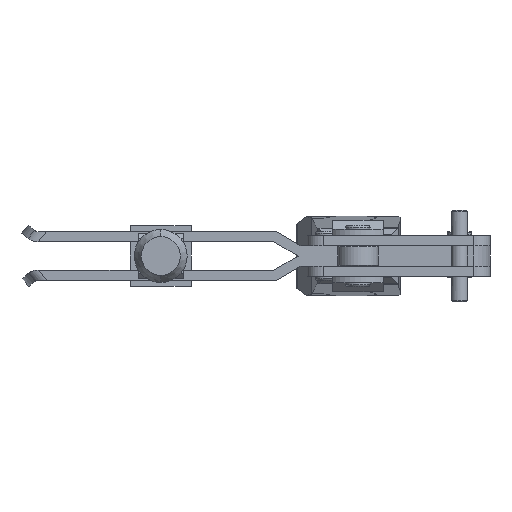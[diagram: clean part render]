
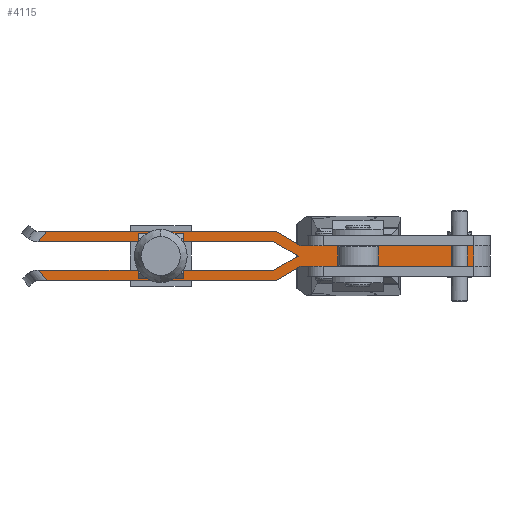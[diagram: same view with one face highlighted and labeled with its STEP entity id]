
A CAD part, front view. The second image highlights one B-rep face of the part: STEP entity #4115.
In plain terms, the highlighted planar face has unit normal (0, -1, 0).
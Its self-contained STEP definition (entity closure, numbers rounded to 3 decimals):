
#5 = EDGE_CURVE ( 'NONE', #14073, #6597, #4568, .T. ) ;
#290 = LINE ( 'NONE', #1623, #11162 ) ;
#477 = VERTEX_POINT ( 'NONE', #10596 ) ;
#604 = ORIENTED_EDGE ( 'NONE', *, *, #3720, .F. ) ;
#685 = LINE ( 'NONE', #9617, #11315 ) ;
#899 = CARTESIAN_POINT ( 'NONE',  ( -4.34, 85., 0. ) ) ;
#1001 = CARTESIAN_POINT ( 'NONE',  ( -4.34, 85., 0. ) ) ;
#1050 = CARTESIAN_POINT ( 'NONE',  ( -126.923, 85., -13.123 ) ) ;
#1427 = EDGE_CURVE ( 'NONE', #477, #4963, #2300, .T. ) ;
#1437 = CARTESIAN_POINT ( 'NONE',  ( -132.061, 85., -7. ) ) ;
#1623 = CARTESIAN_POINT ( 'NONE',  ( 81.95, 85., 17.1 ) ) ;
#2215 = PLANE ( 'NONE',  #12960 ) ;
#2300 = LINE ( 'NONE', #10110, #13542 ) ;
#2327 = CARTESIAN_POINT ( 'NONE',  ( -3., 85., 5. ) ) ;
#2655 = EDGE_CURVE ( 'NONE', #6597, #14090, #3577, .T. ) ;
#2706 = ORIENTED_EDGE ( 'NONE', *, *, #5736, .F. ) ;
#2996 = LINE ( 'NONE', #14085, #5117 ) ;
#3048 = CARTESIAN_POINT ( 'NONE',  ( 81.95, 85., 5. ) ) ;
#3090 = ORIENTED_EDGE ( 'NONE', *, *, #6255, .F. ) ;
#3110 = VERTEX_POINT ( 'NONE', #11272 ) ;
#3330 = DIRECTION ( 'NONE',  ( -1., 0., 0. ) ) ;
#3379 = VECTOR ( 'NONE', #8642, 1000. ) ;
#3410 = LINE ( 'NONE', #4649, #14331 ) ;
#3514 = VERTEX_POINT ( 'NONE', #1437 ) ;
#3577 = LINE ( 'NONE', #8010, #4482 ) ;
#3720 = EDGE_CURVE ( 'NONE', #9600, #7548, #4057, .T. ) ;
#3807 = EDGE_CURVE ( 'NONE', #11761, #3514, #12076, .T. ) ;
#3851 = VECTOR ( 'NONE', #8298, 1000. ) ;
#3864 = LINE ( 'NONE', #8442, #3851 ) ;
#4057 = LINE ( 'NONE', #899, #13169 ) ;
#4115 = ADVANCED_FACE ( 'NONE', ( #9870 ), #2215, .F. ) ;
#4154 = CARTESIAN_POINT ( 'NONE',  ( -133., 85., 12. ) ) ;
#4282 = CARTESIAN_POINT ( 'NONE',  ( -3., 85., 5. ) ) ;
#4482 = VECTOR ( 'NONE', #12479, 1000. ) ;
#4503 = CARTESIAN_POINT ( 'NONE',  ( 90., 85., -5. ) ) ;
#4568 = LINE ( 'NONE', #4503, #10414 ) ;
#4649 = CARTESIAN_POINT ( 'NONE',  ( -15.124, 85., -12. ) ) ;
#4813 = CARTESIAN_POINT ( 'NONE',  ( -127.866, 85., -12. ) ) ;
#4936 = DIRECTION ( 'NONE',  ( 0., 0., 1. ) ) ;
#4963 = VERTEX_POINT ( 'NONE', #2327 ) ;
#5089 = DIRECTION ( 'NONE',  ( -1., 0., 0. ) ) ;
#5117 = VECTOR ( 'NONE', #14233, 1000. ) ;
#5176 = LINE ( 'NONE', #4154, #5487 ) ;
#5370 = DIRECTION ( 'NONE',  ( -0.866, 0., 0.5 ) ) ;
#5487 = VECTOR ( 'NONE', #6127, 1000. ) ;
#5672 = EDGE_CURVE ( 'NONE', #3110, #477, #5176, .T. ) ;
#5736 = EDGE_CURVE ( 'NONE', #6140, #9600, #3864, .T. ) ;
#5894 = ORIENTED_EDGE ( 'NONE', *, *, #5672, .F. ) ;
#6029 = CARTESIAN_POINT ( 'NONE',  ( -16.464, 85., -7. ) ) ;
#6115 = EDGE_CURVE ( 'NONE', #7548, #11144, #685, .T. ) ;
#6127 = DIRECTION ( 'NONE',  ( 1., 0., 0. ) ) ;
#6140 = VERTEX_POINT ( 'NONE', #6029 ) ;
#6221 = ORIENTED_EDGE ( 'NONE', *, *, #11036, .T. ) ;
#6255 = EDGE_CURVE ( 'NONE', #4963, #11975, #9681, .T. ) ;
#6324 = EDGE_CURVE ( 'NONE', #14090, #11761, #3410, .T. ) ;
#6379 = EDGE_LOOP ( 'NONE', ( #5894, #12754, #13879, #604, #2706, #6968, #10770, #13930, #9518, #13709, #6221, #3090, #13688 ) ) ;
#6597 = VERTEX_POINT ( 'NONE', #13311 ) ;
#6945 = VECTOR ( 'NONE', #12655, 1000. ) ;
#6968 = ORIENTED_EDGE ( 'NONE', *, *, #9555, .F. ) ;
#7548 = VERTEX_POINT ( 'NONE', #14116 ) ;
#8010 = CARTESIAN_POINT ( 'NONE',  ( -3., 85., -5. ) ) ;
#8052 = LINE ( 'NONE', #13677, #6945 ) ;
#8054 = DIRECTION ( 'NONE',  ( -1., 0., 0. ) ) ;
#8298 = DIRECTION ( 'NONE',  ( 0.866, 0., 0.5 ) ) ;
#8442 = CARTESIAN_POINT ( 'NONE',  ( -16.464, 85., -7. ) ) ;
#8642 = DIRECTION ( 'NONE',  ( 1., 0., 0. ) ) ;
#8785 = DIRECTION ( 'NONE',  ( -0.643, 0., 0.766 ) ) ;
#9518 = ORIENTED_EDGE ( 'NONE', *, *, #2655, .F. ) ;
#9555 = EDGE_CURVE ( 'NONE', #3514, #6140, #2996, .T. ) ;
#9600 = VERTEX_POINT ( 'NONE', #1001 ) ;
#9617 = CARTESIAN_POINT ( 'NONE',  ( -16.464, 85., 7. ) ) ;
#9681 = LINE ( 'NONE', #4282, #3379 ) ;
#9804 = DIRECTION ( 'NONE',  ( 0., 1., 0. ) ) ;
#9870 = FACE_OUTER_BOUND ( 'NONE', #6379, .T. ) ;
#10110 = CARTESIAN_POINT ( 'NONE',  ( -15.124, 85., 12. ) ) ;
#10414 = VECTOR ( 'NONE', #3330, 1000. ) ;
#10596 = CARTESIAN_POINT ( 'NONE',  ( -15.124, 85., 12. ) ) ;
#10623 = CARTESIAN_POINT ( 'NONE',  ( -132.322, 85., 7. ) ) ;
#10770 = ORIENTED_EDGE ( 'NONE', *, *, #3807, .F. ) ;
#10913 = EDGE_CURVE ( 'NONE', #3110, #11144, #8052, .T. ) ;
#11036 = EDGE_CURVE ( 'NONE', #14073, #11975, #290, .T. ) ;
#11144 = VERTEX_POINT ( 'NONE', #10623 ) ;
#11162 = VECTOR ( 'NONE', #4936, 1000. ) ;
#11272 = CARTESIAN_POINT ( 'NONE',  ( -128.127, 85., 12. ) ) ;
#11285 = DIRECTION ( 'NONE',  ( 0.866, 0., -0.5 ) ) ;
#11315 = VECTOR ( 'NONE', #5089, 1000. ) ;
#11761 = VERTEX_POINT ( 'NONE', #4813 ) ;
#11975 = VERTEX_POINT ( 'NONE', #3048 ) ;
#12076 = LINE ( 'NONE', #1050, #12923 ) ;
#12363 = DIRECTION ( 'NONE',  ( 1., 0., 0. ) ) ;
#12458 = CARTESIAN_POINT ( 'NONE',  ( 81.95, 85., -5. ) ) ;
#12479 = DIRECTION ( 'NONE',  ( -0.866, 0., -0.5 ) ) ;
#12655 = DIRECTION ( 'NONE',  ( -0.643, 0., -0.766 ) ) ;
#12754 = ORIENTED_EDGE ( 'NONE', *, *, #10913, .T. ) ;
#12923 = VECTOR ( 'NONE', #8785, 1000. ) ;
#12960 = AXIS2_PLACEMENT_3D ( 'NONE', #14403, #9804, #12363 ) ;
#13169 = VECTOR ( 'NONE', #5370, 1000. ) ;
#13311 = CARTESIAN_POINT ( 'NONE',  ( -3., 85., -5. ) ) ;
#13542 = VECTOR ( 'NONE', #11285, 1000. ) ;
#13544 = CARTESIAN_POINT ( 'NONE',  ( -15.124, 85., -12. ) ) ;
#13677 = CARTESIAN_POINT ( 'NONE',  ( -127.077, 85., 13.251 ) ) ;
#13688 = ORIENTED_EDGE ( 'NONE', *, *, #1427, .F. ) ;
#13709 = ORIENTED_EDGE ( 'NONE', *, *, #5, .F. ) ;
#13879 = ORIENTED_EDGE ( 'NONE', *, *, #6115, .F. ) ;
#13930 = ORIENTED_EDGE ( 'NONE', *, *, #6324, .F. ) ;
#14073 = VERTEX_POINT ( 'NONE', #12458 ) ;
#14085 = CARTESIAN_POINT ( 'NONE',  ( -133., 85., -7. ) ) ;
#14090 = VERTEX_POINT ( 'NONE', #13544 ) ;
#14116 = CARTESIAN_POINT ( 'NONE',  ( -16.464, 85., 7. ) ) ;
#14233 = DIRECTION ( 'NONE',  ( 1., 0., 0. ) ) ;
#14331 = VECTOR ( 'NONE', #8054, 1000. ) ;
#14403 = CARTESIAN_POINT ( 'NONE',  ( -133., 85., -13. ) ) ;
